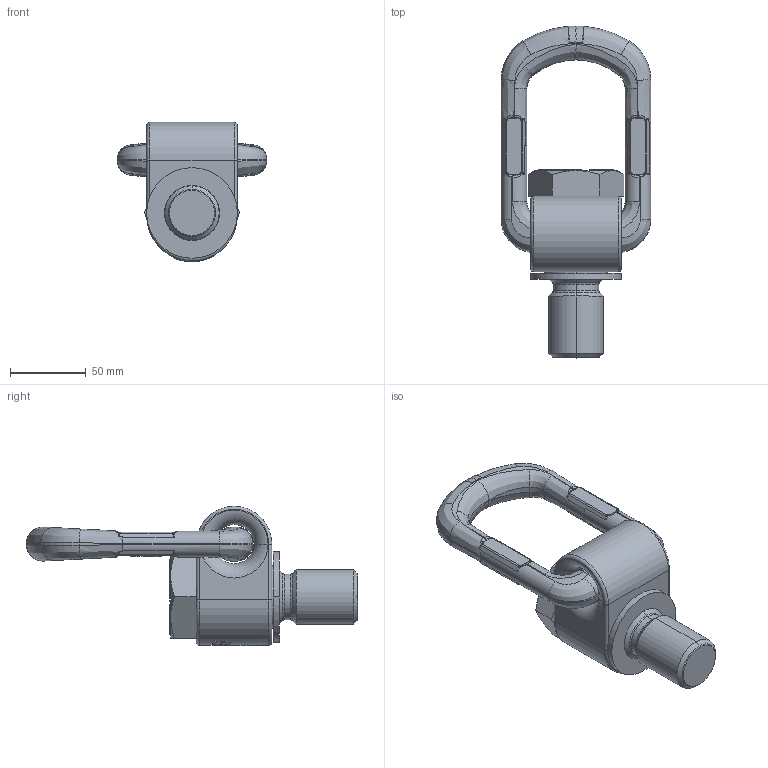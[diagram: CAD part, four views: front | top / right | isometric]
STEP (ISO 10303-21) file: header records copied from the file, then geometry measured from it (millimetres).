
FILE_DESCRIPTION((''),'2;1');
FILE_NAME('001-M31220-P-1_ASM','2004-02-17T',('jakubetz'),(''),'PRO/ENGINEER BY PARAMETRIC TECHNOLOGY CORPORATION, 2001400','PRO/ENGINEER BY PARAMETRIC TECHNOLOGY CORPORATION, 2001400','');
FILE_SCHEMA(('CONFIG_CONTROL_DESIGN'));
Length unit declared in the file: millimetre
Products named in the file (5): 001-M31220-RT1; 001-M31216-RT2; 001-M31218-BA1; 001-M31219-RT1; 001-M31220-P-1_ASM
Assembly tree (4 placements, depth 2):
  001-M31220-P-1_ASM
    001-M31220-RT1
    001-M31216-RT2
    001-M31218-BA1
    001-M31219-RT1
Bounding box: 99 x 219.75 x 92.3 mm (x, y, z)
Volume: 427659.5 mm3; surface area: 82997.8 mm2
Topology: 4 solids, 5 shells, 962 faces, 2533 edges, 1611 vertices
Faces by surface type: plane 643, bspline 172, cylinder 93, torus 36, cone 18
Entity records: 38645 total; most frequent: CARTESIAN_POINT 16268, ORIENTED_EDGE 5058, DIRECTION 3945, EDGE_CURVE 2533, VECTOR 1679, LINE 1679, VERTEX_POINT 1611, AXIS2_PLACEMENT_3D 1133
